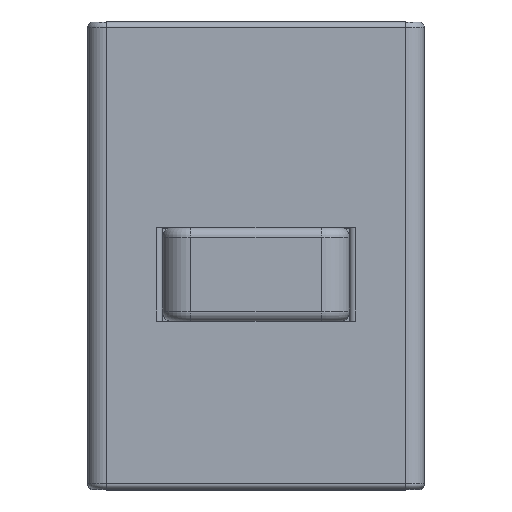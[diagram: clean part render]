
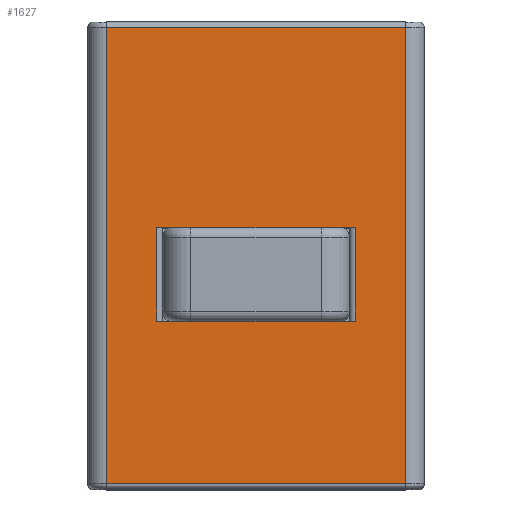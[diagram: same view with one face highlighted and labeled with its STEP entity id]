
A CAD part, top view. The second image highlights one B-rep face of the part: STEP entity #1627.
In plain terms, the highlighted planar face has unit normal (0, 0, 1).
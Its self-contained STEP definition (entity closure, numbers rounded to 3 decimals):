
#652=CARTESIAN_POINT('',(5.3,14.,11.25));
#653=VERTEX_POINT('',#652);
#671=CARTESIAN_POINT('',(5.3,9.,11.25));
#672=VERTEX_POINT('',#671);
#680=CARTESIAN_POINT('',(5.3,9.0,11.25));
#681=DIRECTION('',(0.0,1.0,0.0));
#682=VECTOR('',#681,5.);
#683=LINE('',#680,#682);
#684=EDGE_CURVE('',#672,#653,#683,.T.);
#725=CARTESIAN_POINT('',(-5.3,9.0,11.25));
#726=VERTEX_POINT('',#725);
#744=CARTESIAN_POINT('',(-5.3,14.0,11.25));
#745=VERTEX_POINT('',#744);
#753=CARTESIAN_POINT('',(-5.3,14.0,11.25));
#754=DIRECTION('',(0.0,-1.0,0.0));
#755=VECTOR('',#754,5.0);
#756=LINE('',#753,#755);
#757=EDGE_CURVE('',#745,#726,#756,.T.);
#1184=CARTESIAN_POINT('',(-8.,24.7,11.25));
#1185=VERTEX_POINT('',#1184);
#1210=CARTESIAN_POINT('',(8.,24.7,11.25));
#1211=VERTEX_POINT('',#1210);
#1221=CARTESIAN_POINT('',(-8.,24.7,11.25));
#1222=DIRECTION('',(1.0,0.0,0.0));
#1223=VECTOR('',#1222,16.0);
#1224=LINE('',#1221,#1223);
#1225=EDGE_CURVE('',#1185,#1211,#1224,.T.);
#1394=CARTESIAN_POINT('',(8.,0.3,11.25));
#1395=VERTEX_POINT('',#1394);
#1403=CARTESIAN_POINT('',(-8.,0.3,11.25));
#1404=VERTEX_POINT('',#1403);
#1405=CARTESIAN_POINT('',(8.,0.3,11.25));
#1406=DIRECTION('',(-1.0,0.0,0.0));
#1407=VECTOR('',#1406,16.0);
#1408=LINE('',#1405,#1407);
#1409=EDGE_CURVE('',#1395,#1404,#1408,.T.);
#1586=CARTESIAN_POINT('',(-8.,0.3,11.25));
#1587=DIRECTION('',(0.0,1.0,0.0));
#1588=VECTOR('',#1587,24.4);
#1589=LINE('',#1586,#1588);
#1590=EDGE_CURVE('',#1404,#1185,#1589,.T.);
#1595=CARTESIAN_POINT('',(-8.,0.0,11.25));
#1596=DIRECTION('',(0.0,0.0,1.0));
#1597=DIRECTION('',(1.0,0.0,0.0));
#1598=AXIS2_PLACEMENT_3D('',#1595,#1596,#1597);
#1599=PLANE('',#1598);
#1600=ORIENTED_EDGE('',*,*,#1225,.F.);
#1601=ORIENTED_EDGE('',*,*,#1590,.F.);
#1602=ORIENTED_EDGE('',*,*,#1409,.F.);
#1603=CARTESIAN_POINT('',(8.,0.3,11.25));
#1604=DIRECTION('',(0.0,1.0,0.0));
#1605=VECTOR('',#1604,24.4);
#1606=LINE('',#1603,#1605);
#1607=EDGE_CURVE('',#1395,#1211,#1606,.T.);
#1608=ORIENTED_EDGE('',*,*,#1607,.T.);
#1609=EDGE_LOOP('',(#1600,#1601,#1602,#1608));
#1610=FACE_OUTER_BOUND('',#1609,.T.);
#1611=CARTESIAN_POINT('',(-5.3,9.,11.25));
#1612=DIRECTION('',(1.0,0.0,0.0));
#1613=VECTOR('',#1612,10.6);
#1614=LINE('',#1611,#1613);
#1615=EDGE_CURVE('',#726,#672,#1614,.T.);
#1616=ORIENTED_EDGE('',*,*,#1615,.F.);
#1617=ORIENTED_EDGE('',*,*,#757,.F.);
#1618=CARTESIAN_POINT('',(5.3,14.,11.25));
#1619=DIRECTION('',(-1.0,0.0,0.0));
#1620=VECTOR('',#1619,10.6);
#1621=LINE('',#1618,#1620);
#1622=EDGE_CURVE('',#653,#745,#1621,.T.);
#1623=ORIENTED_EDGE('',*,*,#1622,.F.);
#1624=ORIENTED_EDGE('',*,*,#684,.F.);
#1625=EDGE_LOOP('',(#1616,#1617,#1623,#1624));
#1626=FACE_BOUND('',#1625,.T.);
#1627=ADVANCED_FACE('',(#1610,#1626),#1599,.T.);
